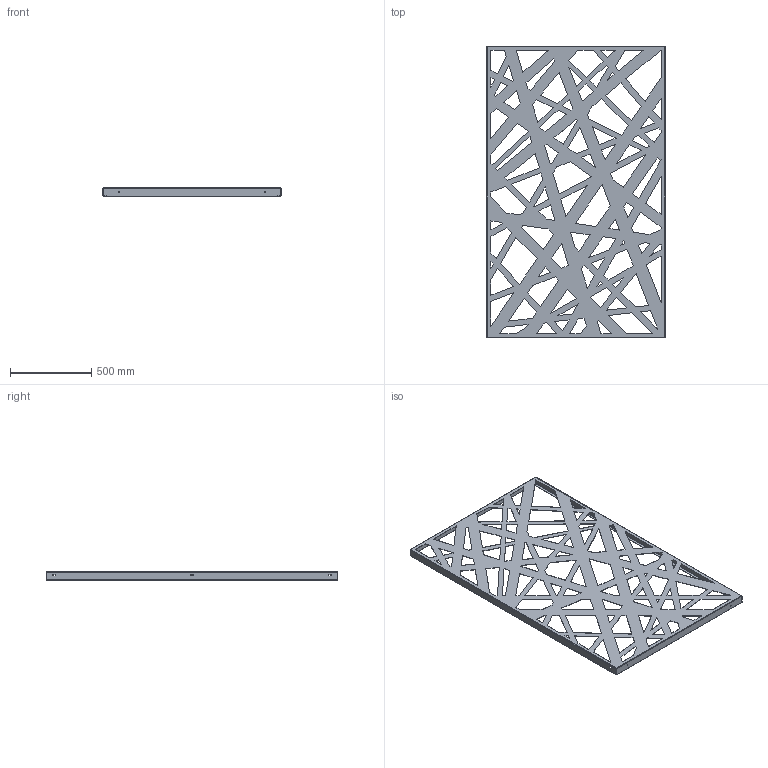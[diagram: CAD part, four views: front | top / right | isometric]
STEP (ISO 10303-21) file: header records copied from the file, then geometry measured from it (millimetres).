
FILE_DESCRIPTION (( 'STEP AP214' ), '1' );
FILE_NAME ('CPA10.STEP', '2021-03-24T10:18:33', ( '' ), ( '' ), 'SwSTEP 2.0', 'SolidWorks 2020', '' );
FILE_SCHEMA (( 'AUTOMOTIVE_DESIGN' ));
Length unit declared in the file: millimetre
Products named in the file (1): CPA10
Bounding box: 1100 x 1800 x 50 mm (x, y, z)
Volume: 3118961.1 mm3; surface area: 3199134.7 mm2
Topology: 1 solids, 1 shells, 423 faces, 1215 edges, 794 vertices
Faces by surface type: plane 379, cylinder 36, bspline 8
Entity records: 14459 total; most frequent: CARTESIAN_POINT 3001, ORIENTED_EDGE 2430, DIRECTION 2087, EDGE_CURVE 1215, LINE 1143, VECTOR 1143, VERTEX_POINT 794, EDGE_LOOP 609
